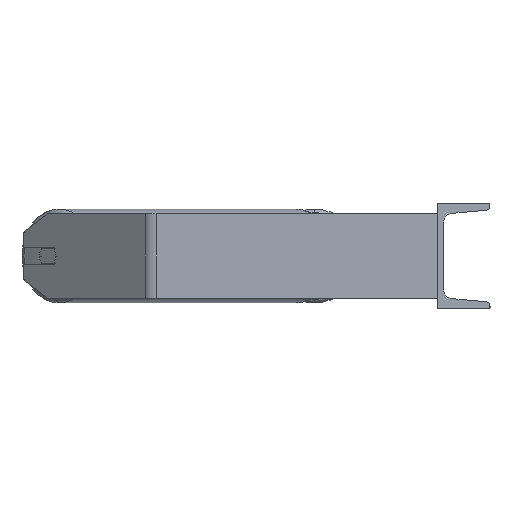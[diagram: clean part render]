
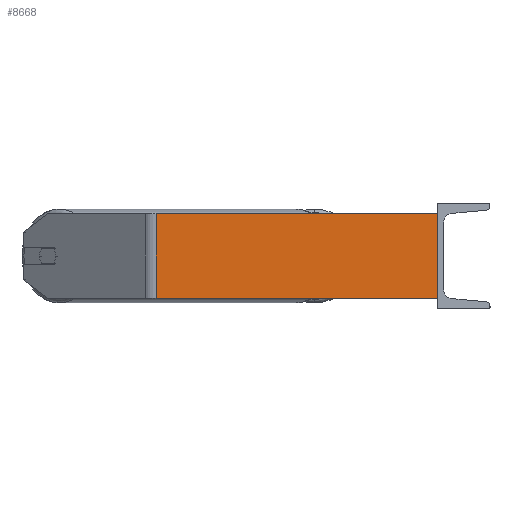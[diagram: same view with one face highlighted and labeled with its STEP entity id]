
A CAD part, left-side view. The second image highlights one B-rep face of the part: STEP entity #8668.
In plain terms, the highlighted planar face has unit normal (-1, 0, 0).
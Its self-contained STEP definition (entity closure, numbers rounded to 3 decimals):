
#103 = LINE ( 'NONE', #3571, #7365 ) ;
#598 = VERTEX_POINT ( 'NONE', #8600 ) ;
#613 = ORIENTED_EDGE ( 'NONE', *, *, #2997, .T. ) ;
#942 = CARTESIAN_POINT ( 'NONE',  ( -585., 267.205, -40. ) ) ;
#1168 = LINE ( 'NONE', #8154, #8569 ) ;
#1366 = CARTESIAN_POINT ( 'NONE',  ( -585., 0., 40. ) ) ;
#1486 = DIRECTION ( 'NONE',  ( 0., 0., -1. ) ) ;
#1547 = EDGE_LOOP ( 'NONE', ( #3143, #5123, #4938, #613 ) ) ;
#1608 = AXIS2_PLACEMENT_3D ( 'NONE', #3071, #6551, #3158 ) ;
#2115 = VECTOR ( 'NONE', #6925, 1000. ) ;
#2380 = FACE_OUTER_BOUND ( 'NONE', #1547, .T. ) ;
#2576 = VECTOR ( 'NONE', #2674, 1000. ) ;
#2674 = DIRECTION ( 'NONE',  ( 0., -1., 0. ) ) ;
#2997 = EDGE_CURVE ( 'NONE', #598, #5037, #103, .T. ) ;
#3071 = CARTESIAN_POINT ( 'NONE',  ( -585., 273.029, 40. ) ) ;
#3143 = ORIENTED_EDGE ( 'NONE', *, *, #5233, .T. ) ;
#3150 = EDGE_CURVE ( 'NONE', #5206, #5925, #3361, .T. ) ;
#3158 = DIRECTION ( 'NONE',  ( 0., 1., 0. ) ) ;
#3332 = CARTESIAN_POINT ( 'NONE',  ( -585., 0., 40. ) ) ;
#3361 = LINE ( 'NONE', #1366, #2115 ) ;
#3571 = CARTESIAN_POINT ( 'NONE',  ( -585., 267.205, 40. ) ) ;
#3945 = DIRECTION ( 'NONE',  ( 0., -1., 0. ) ) ;
#4938 = ORIENTED_EDGE ( 'NONE', *, *, #7012, .F. ) ;
#5037 = VERTEX_POINT ( 'NONE', #942 ) ;
#5123 = ORIENTED_EDGE ( 'NONE', *, *, #3150, .F. ) ;
#5167 = PLANE ( 'NONE',  #1608 ) ;
#5206 = VERTEX_POINT ( 'NONE', #3332 ) ;
#5233 = EDGE_CURVE ( 'NONE', #5037, #5925, #6212, .T. ) ;
#5925 = VERTEX_POINT ( 'NONE', #6860 ) ;
#6212 = LINE ( 'NONE', #8931, #2576 ) ;
#6551 = DIRECTION ( 'NONE',  ( 1., 0., 0. ) ) ;
#6860 = CARTESIAN_POINT ( 'NONE',  ( -585., 0., -40. ) ) ;
#6925 = DIRECTION ( 'NONE',  ( 0., 0., -1. ) ) ;
#7012 = EDGE_CURVE ( 'NONE', #598, #5206, #1168, .T. ) ;
#7365 = VECTOR ( 'NONE', #1486, 1000. ) ;
#8154 = CARTESIAN_POINT ( 'NONE',  ( -585., 273.029, 40. ) ) ;
#8569 = VECTOR ( 'NONE', #3945, 1000. ) ;
#8600 = CARTESIAN_POINT ( 'NONE',  ( -585., 267.205, 40. ) ) ;
#8668 = ADVANCED_FACE ( 'NONE', ( #2380 ), #5167, .F. ) ;
#8931 = CARTESIAN_POINT ( 'NONE',  ( -585., 273.029, -40. ) ) ;
